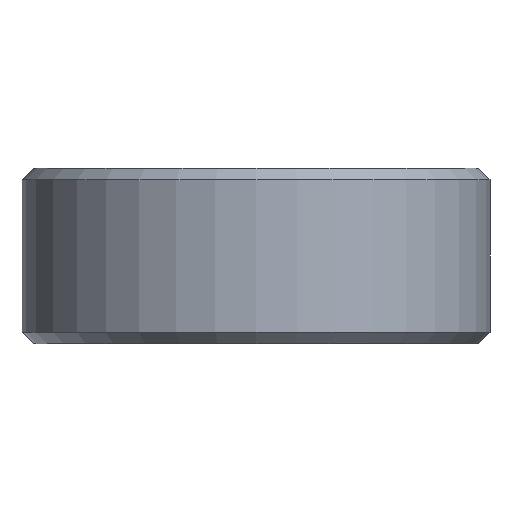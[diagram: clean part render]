
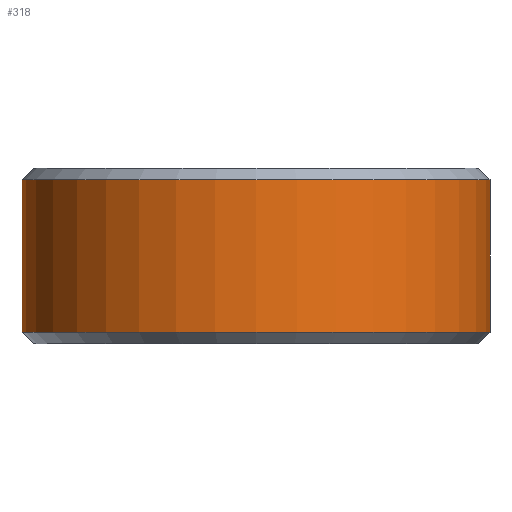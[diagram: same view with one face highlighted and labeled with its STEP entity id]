
A CAD part, left-side view. The second image highlights one B-rep face of the part: STEP entity #318.
In plain terms, the highlighted cylindrical face has radius 16 mm (diameter 32 mm), a partial arc.
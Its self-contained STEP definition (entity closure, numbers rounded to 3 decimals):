
#188=VERTEX_POINT('NONE',#454);
#292=EDGE_CURVE('NONE',#344,#188,#576,.T.);
#316=VERTEX_POINT('NONE',#604);
#318=ADVANCED_FACE('NONE',(#606),#607,.T.);
#338=EDGE_CURVE('NONE',#316,#188,#630,.T.);
#344=VERTEX_POINT('NONE',#636);
#346=VERTEX_POINT('NONE',#638);
#350=EDGE_CURVE('NONE',#346,#316,#643,.T.);
#370=EDGE_CURVE('NONE',#346,#344,#666,.T.);
#454=CARTESIAN_POINT('',(0.0,-16.0,-0.8));
#576=LINE('',#985,#986);
#604=CARTESIAN_POINT('',(0.,16.0,-0.8));
#606=FACE_OUTER_BOUND('',#1022,.T.);
#607=CYLINDRICAL_SURFACE('',#1023,16.0);
#630=CIRCLE('',#1052,16.0);
#636=CARTESIAN_POINT('',(0.0,-16.0,-11.2));
#638=CARTESIAN_POINT('',(0.,16.0,-11.2));
#643=LINE('',#1067,#1068);
#666=CIRCLE('',#1095,16.0);
#985=CARTESIAN_POINT('',(0.0,-16.0,4.475));
#986=VECTOR('',#1365,1000.0);
#1022=EDGE_LOOP('',(#1404,#1405,#1406,#1407));
#1023=AXIS2_PLACEMENT_3D('',#1408,#1409,#1410);
#1052=AXIS2_PLACEMENT_3D('',#1434,#1435,#1436);
#1067=CARTESIAN_POINT('',(0.,16.0,4.475));
#1068=VECTOR('',#1448,1000.0);
#1095=AXIS2_PLACEMENT_3D('',#1477,#1478,#1479);
#1365=DIRECTION('',(0.0,0.0,1.0));
#1404=ORIENTED_EDGE('',*,*,#350,.F.);
#1405=ORIENTED_EDGE('',*,*,#370,.T.);
#1406=ORIENTED_EDGE('',*,*,#292,.T.);
#1407=ORIENTED_EDGE('',*,*,#338,.F.);
#1408=CARTESIAN_POINT('',(0.0,0.0,4.475));
#1409=DIRECTION('',(-0.0,-0.0,1.0));
#1410=DIRECTION('',(0.0,-1.0,0.0));
#1434=CARTESIAN_POINT('',(0.0,0.0,-0.8));
#1435=DIRECTION('',(0.0,0.0,1.0));
#1436=DIRECTION('',(0.0,-1.0,0.0));
#1448=DIRECTION('',(0.0,0.0,1.0));
#1477=CARTESIAN_POINT('',(0.0,0.0,-11.2));
#1478=DIRECTION('',(0.0,0.0,1.0));
#1479=DIRECTION('',(0.0,-1.0,0.0));
